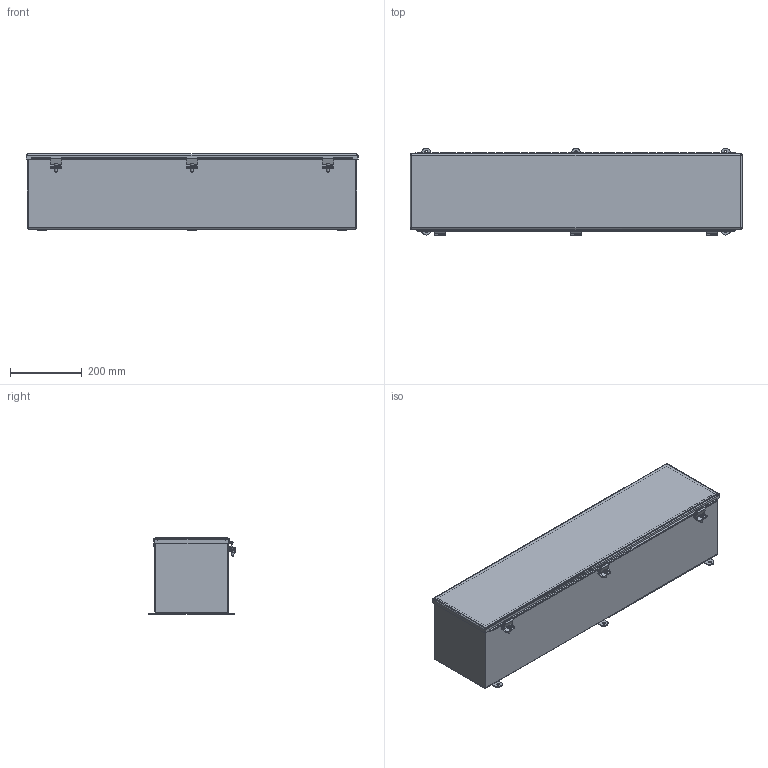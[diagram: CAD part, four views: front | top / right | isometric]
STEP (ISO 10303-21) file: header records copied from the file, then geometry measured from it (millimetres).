
FILE_DESCRIPTION(/* description */ ('NEMA 4X/IP 66 TROUGH, 304 SS, CH, 8x8x36'),/* implementation_level */ '2;1');
FILE_NAME(/* name */ 'T8836CHSS.stp',/* time_stamp */ '2018-05-07T05:59:58-05:00',/* author */ ('mraetz'),/* organization */ (''),/* preprocessor_version */ 'ST-DEVELOPER v17',/* originating_system */ 'Autodesk Inventor 2018',/* authorisation */ '');
FILE_SCHEMA (('AUTOMOTIVE_DESIGN { 1 0 10303 214 3 1 1 }'));
Length unit declared in the file: inch
Products named in the file (13): T8836CHSS; T8836CHSSBKPBKP; T88CHSSLRS; T8836CHSSLID; 32828; 32828_1; 32828_2; 32828_3; T8836CHSSFIP; C2001; C2002; 372134; T88CHSSMTG
Assembly tree (21 placements, depth 3):
  T8836CHSS
    T8836CHSSBKPBKP
    T88CHSSLRS  x2
    T8836CHSSLID
    32828
      32828_1
      32828_2
      32828_3
    T8836CHSSFIP
    C2001  x3
    C2002  x3
    372134  x3
    T88CHSSMTG  x3
Bounding box: 922.34 x 243.8 x 211.37 mm (x, y, z)
Volume: 1878018.8 mm3; surface area: 1971443.1 mm2
Topology: 20 solids, 20 shells, 743 faces, 1988 edges, 1298 vertices
Faces by surface type: plane 455, cylinder 249, torus 16, bspline 14, sphere 6, cone 3
Full cylindrical faces by diameter (mm): 2.54 x1, 2.794 x12, 2.957 x70, 4.978 x3, 6.35 x3, 7.144 x6, 8.738 x3, 10.402 x3
Entity records: 19752 total; most frequent: CARTESIAN_POINT 3532, DIRECTION 3160, ORIENTED_EDGE 3124, EDGE_CURVE 1562, LINE 1116, VECTOR 1116, AXIS2_PLACEMENT_3D 1022, VERTEX_POINT 1014
